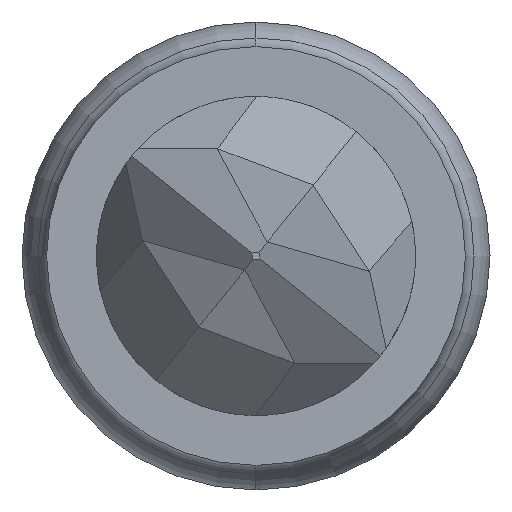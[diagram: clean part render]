
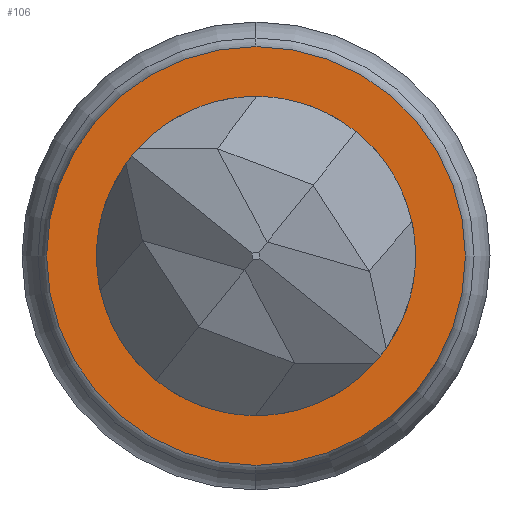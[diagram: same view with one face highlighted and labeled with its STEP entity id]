
A CAD part, left-side view. The second image highlights one B-rep face of the part: STEP entity #106.
In plain terms, the highlighted planar face has unit normal (-1, 0, 0).
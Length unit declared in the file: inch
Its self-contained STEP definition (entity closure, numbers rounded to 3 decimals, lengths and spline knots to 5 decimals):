
#17 = AXIS2_PLACEMENT_3D ( 'NONE', #188, #182, #167 ) ;
#44 = EDGE_CURVE ( 'NONE', #597, #57, #1211, .T. ) ;
#57 = VERTEX_POINT ( 'NONE', #698 ) ;
#60 = CIRCLE ( 'NONE', #1393, 0.0105 ) ;
#70 = VERTEX_POINT ( 'NONE', #419 ) ;
#106 = ADVANCED_FACE ( 'NONE', ( #577, #501 ), #1394, .T. ) ;
#118 = ORIENTED_EDGE ( 'NONE', *, *, #250, .F. ) ;
#167 = DIRECTION ( 'NONE',  ( 0., -1., 0. ) ) ;
#177 = ORIENTED_EDGE ( 'NONE', *, *, #44, .T. ) ;
#182 = DIRECTION ( 'NONE',  ( -1., 0., 0. ) ) ;
#188 = CARTESIAN_POINT ( 'NONE',  ( 0., 0., 0. ) ) ;
#232 = CARTESIAN_POINT ( 'NONE',  ( 0., -0.00002, -0.0105 ) ) ;
#250 = EDGE_CURVE ( 'NONE', #252, #70, #1502, .T. ) ;
#252 = VERTEX_POINT ( 'NONE', #232 ) ;
#265 = EDGE_CURVE ( 'NONE', #70, #252, #60, .T. ) ;
#367 = CARTESIAN_POINT ( 'NONE',  ( 0., 0., 0. ) ) ;
#369 = EDGE_CURVE ( 'NONE', #57, #597, #1112, .T. ) ;
#372 = DIRECTION ( 'NONE',  ( 0., -1., 0. ) ) ;
#393 = DIRECTION ( 'NONE',  ( -1., 0., 0. ) ) ;
#407 = ORIENTED_EDGE ( 'NONE', *, *, #369, .T. ) ;
#419 = CARTESIAN_POINT ( 'NONE',  ( 0., 0.00002, 0.0105 ) ) ;
#485 = AXIS2_PLACEMENT_3D ( 'NONE', #496, #1538, #668 ) ;
#496 = CARTESIAN_POINT ( 'NONE',  ( 0., 0., 0. ) ) ;
#501 = FACE_OUTER_BOUND ( 'NONE', #786, .T. ) ;
#577 = FACE_BOUND ( 'NONE', #884, .T. ) ;
#597 = VERTEX_POINT ( 'NONE', #1409 ) ;
#668 = DIRECTION ( 'NONE',  ( 0., 0., 1. ) ) ;
#698 = CARTESIAN_POINT ( 'NONE',  ( 0., 0., -0.01378 ) ) ;
#786 = EDGE_LOOP ( 'NONE', ( #177, #407 ) ) ;
#884 = EDGE_LOOP ( 'NONE', ( #118, #1856 ) ) ;
#885 = AXIS2_PLACEMENT_3D ( 'NONE', #1464, #1471, #1474 ) ;
#941 = CARTESIAN_POINT ( 'NONE',  ( 0., 0., 0. ) ) ;
#944 = DIRECTION ( 'NONE',  ( -1., 0., 0. ) ) ;
#950 = DIRECTION ( 'NONE',  ( 0., 0., 1. ) ) ;
#1112 = CIRCLE ( 'NONE', #485, 0.01378 ) ;
#1211 = CIRCLE ( 'NONE', #1779, 0.01378 ) ;
#1393 = AXIS2_PLACEMENT_3D ( 'NONE', #367, #393, #372 ) ;
#1394 = PLANE ( 'NONE',  #885 ) ;
#1409 = CARTESIAN_POINT ( 'NONE',  ( 0., 0., 0.01378 ) ) ;
#1464 = CARTESIAN_POINT ( 'NONE',  ( 0., 0.0129, 0. ) ) ;
#1471 = DIRECTION ( 'NONE',  ( -1., 0., 0. ) ) ;
#1474 = DIRECTION ( 'NONE',  ( 0., 0., 1. ) ) ;
#1502 = CIRCLE ( 'NONE', #17, 0.0105 ) ;
#1538 = DIRECTION ( 'NONE',  ( -1., 0., 0. ) ) ;
#1779 = AXIS2_PLACEMENT_3D ( 'NONE', #941, #944, #950 ) ;
#1856 = ORIENTED_EDGE ( 'NONE', *, *, #265, .F. ) ;
